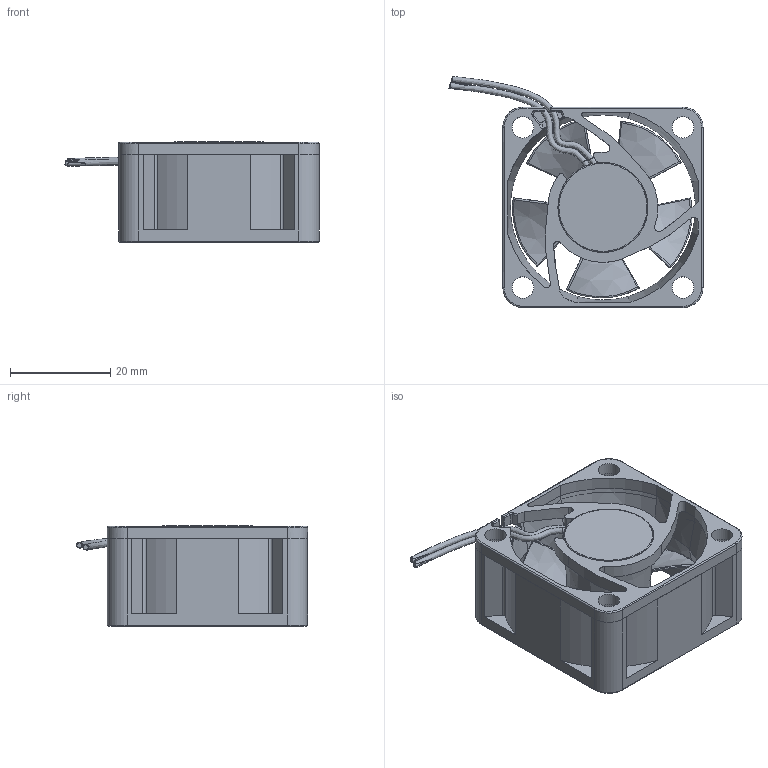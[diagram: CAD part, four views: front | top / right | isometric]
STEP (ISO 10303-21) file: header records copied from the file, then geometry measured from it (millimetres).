
FILE_DESCRIPTION(/* description */ (''),/* implementation_level */ '2;1');
FILE_NAME(/* name */ 'SUNON 40x40x20 v4.step',/* time_stamp */ '2021-03-06T18:12:44+01:00',/* author */ (''),/* organization */ (''),/* preprocessor_version */ 'ST-DEVELOPER v18.1',/* originating_system */ 'Autodesk Translation Framework v9.10.0.1330',/* authorisation */ '');
FILE_SCHEMA (('AUTOMOTIVE_DESIGN { 1 0 10303 214 3 1 1 }'));
Length unit declared in the file: millimetre
Products named in the file (1): SUNON 40x40x20
Bounding box: 50.76 x 46.18 x 20.1 mm (x, y, z)
Volume: 6483.4 mm3; surface area: 16002.2 mm2
Topology: 6 solids, 6 shells, 297 faces, 780 edges, 499 vertices
Faces by surface type: plane 96, bspline 94, cylinder 86, cone 15, torus 6
Full cylindrical faces by diameter (mm): 0.75 x3, 1 x1, 1.2 x1, 4.3 x8
Entity records: 14287 total; most frequent: CARTESIAN_POINT 7524, ORIENTED_EDGE 1552, DIRECTION 1128, EDGE_CURVE 776, VERTEX_POINT 499, AXIS2_PLACEMENT_3D 410, EDGE_LOOP 331, LINE 308
